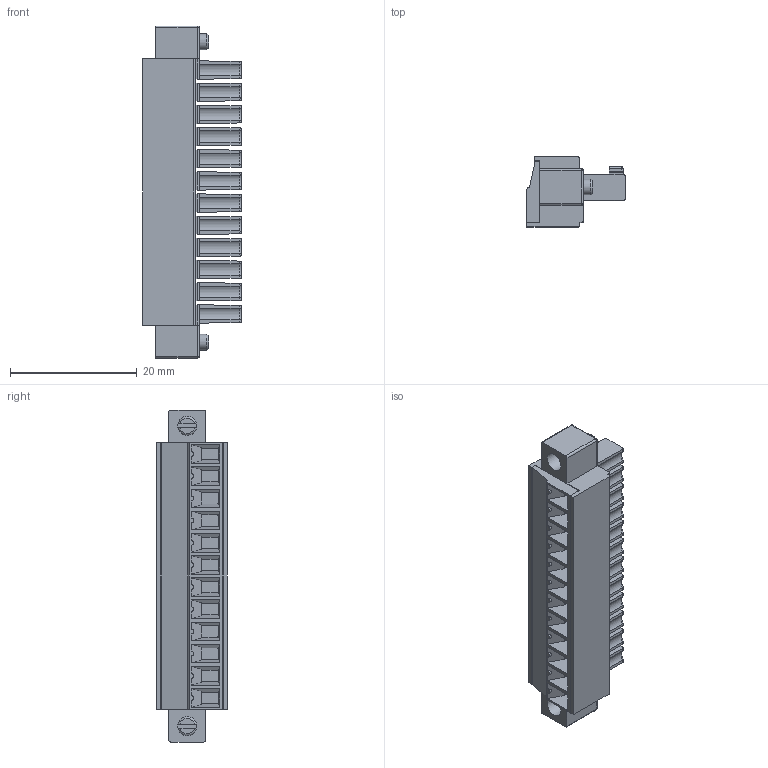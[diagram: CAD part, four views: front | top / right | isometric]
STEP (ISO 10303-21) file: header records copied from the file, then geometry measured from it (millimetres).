
FILE_DESCRIPTION(('STEP AP214'),'1');
FILE_NAME('SH12-3,5-K.stp','2018-11-19T11:00:06',(' '),(' '),'Spatial InterOp 3D',' ',' ');
FILE_SCHEMA(('AUTOMOTIVE_DESIGN { 1 0 10303 214 1 1 1 1 }'));
Length unit declared in the file: metre
Products named in the file (1): 1
Bounding box: 15.5 x 11.1 x 52.4 mm (x, y, z)
Volume: 4345 mm3; surface area: 5023.7 mm2
Topology: 1 solids, 1 shells, 1022 faces, 2716 edges, 1730 vertices
Faces by surface type: plane 684, cylinder 232, torus 40, cone 38, sphere 28
Full cylindrical faces by diameter (mm): 1.2 x12, 2.5 x2, 2.8 x12, 3 x14
Entity records: 39188 total; most frequent: CARTESIAN_POINT 6102, ORIENTED_EDGE 5136, DIRECTION 5078, EDGE_CURVE 2568, LINE 1888, VECTOR 1888, VERTEX_POINT 1688, AXIS2_PLACEMENT_3D 1595
